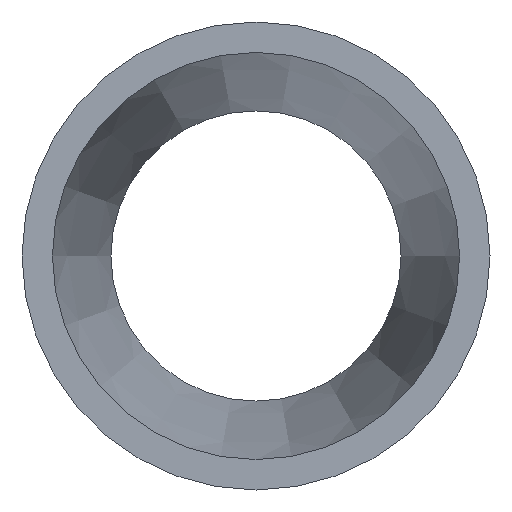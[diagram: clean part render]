
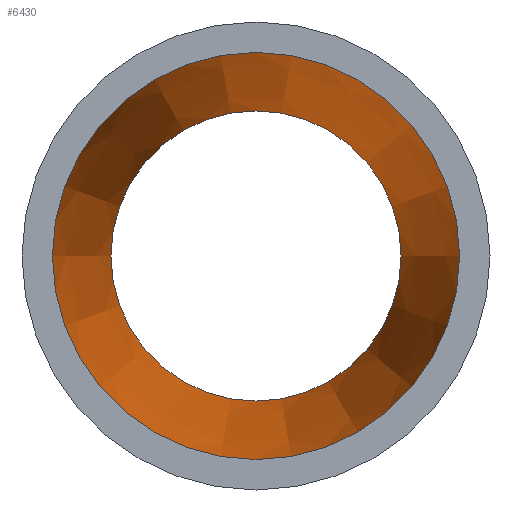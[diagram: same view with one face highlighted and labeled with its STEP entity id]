
A CAD part, left-side view. The second image highlights one B-rep face of the part: STEP entity #6430.
In plain terms, the highlighted conical face has half-angle 7.125 degrees and reference radius 9.461 mm.
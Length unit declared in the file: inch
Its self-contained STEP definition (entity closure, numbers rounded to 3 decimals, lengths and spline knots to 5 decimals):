
#86=FACE_BOUND('',#1145,.T.);
#755=FACE_OUTER_BOUND('',#1144,.T.);
#1144=EDGE_LOOP('',(#6015));
#1145=EDGE_LOOP('',(#6016));
#2184=CIRCLE('',#6776,0.31);
#2185=CIRCLE('',#6778,0.435);
#3160=VERTEX_POINT('',#14184);
#3161=VERTEX_POINT('',#14187);
#4113=EDGE_CURVE('',#3160,#3160,#2184,.T.);
#4114=EDGE_CURVE('',#3161,#3161,#2185,.T.);
#6015=ORIENTED_EDGE('',*,*,#4114,.F.);
#6016=ORIENTED_EDGE('',*,*,#4113,.T.);
#6055=CONICAL_SURFACE('',#6777,0.3725,7.125);
#6430=ADVANCED_FACE('',(#755,#86),#6055,.F.);
#6776=AXIS2_PLACEMENT_3D('',#14185,#7917,#7918);
#6777=AXIS2_PLACEMENT_3D('',#14186,#7919,#7920);
#6778=AXIS2_PLACEMENT_3D('',#14188,#7921,#7922);
#7917=DIRECTION('center_axis',(1.,0.,0.));
#7918=DIRECTION('ref_axis',(0.,1.,0.));
#7919=DIRECTION('center_axis',(-1.,0.,0.));
#7920=DIRECTION('ref_axis',(0.,1.,0.));
#7921=DIRECTION('center_axis',(1.,0.,0.));
#7922=DIRECTION('ref_axis',(0.,1.,0.));
#14184=CARTESIAN_POINT('',(2.47321,0.31,0.));
#14185=CARTESIAN_POINT('Origin',(2.47321,0.,0.));
#14186=CARTESIAN_POINT('Origin',(1.97321,0.,0.));
#14187=CARTESIAN_POINT('',(1.47321,0.435,0.));
#14188=CARTESIAN_POINT('Origin',(1.47321,0.,0.));
